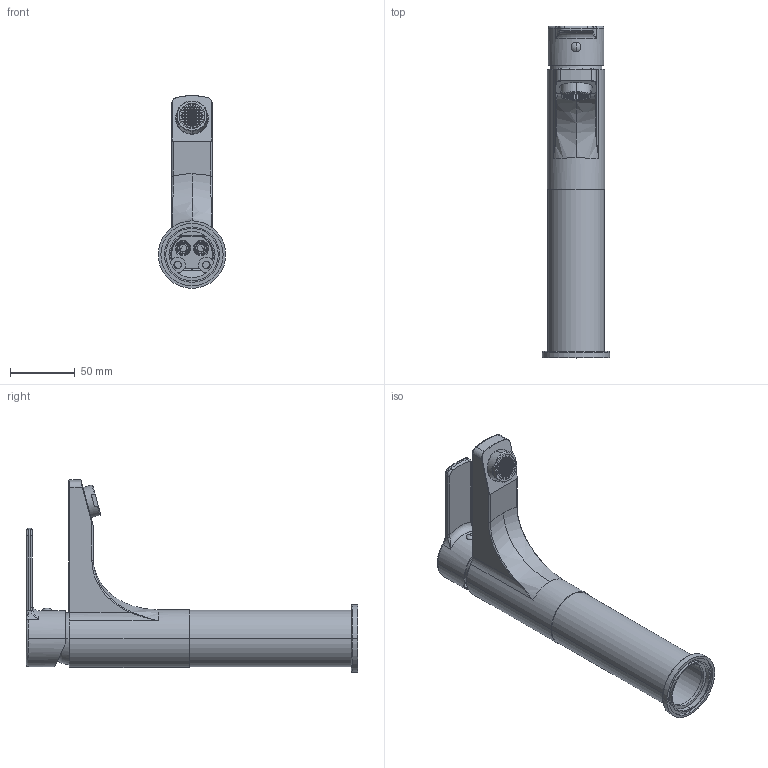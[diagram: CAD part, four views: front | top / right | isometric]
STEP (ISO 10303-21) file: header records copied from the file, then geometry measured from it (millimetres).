
FILE_DESCRIPTION((''),'2;1');
FILE_NAME('RED071CR120','2021-11-08T15:34:04',('ut3'),('PAFFONI SpA'),'CREO PARAMETRIC BY PTC INC, 2020044','CREO PARAMETRIC BY PTC INC, 2020044','');
FILE_SCHEMA(('CONFIG_CONTROL_DESIGN','SHAPE_APPEARANCE_LAYERS_GROUPS'));
Length unit declared in the file: millimetre
Products named in the file (1): RED071CR120
Bounding box: 52 x 255.73 x 148.5 mm (x, y, z)
Volume: 177802.2 mm3; surface area: 124690.3 mm2
Topology: 2 solids, 2 shells, 2892 faces, 8256 edges, 5330 vertices
Faces by surface type: plane 2105, cylinder 453, torus 148, bspline 77, cone 73, sphere 36
Entity records: 115066 total; most frequent: CARTESIAN_POINT 27130, ORIENTED_EDGE 16482, DIRECTION 15600, EDGE_CURVE 8241, VERTEX_POINT 5330, VECTOR 5284, LINE 5284, AXIS2_PLACEMENT_3D 5158
